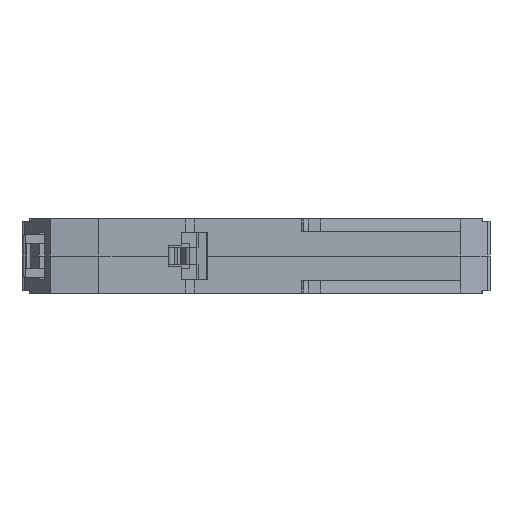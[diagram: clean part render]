
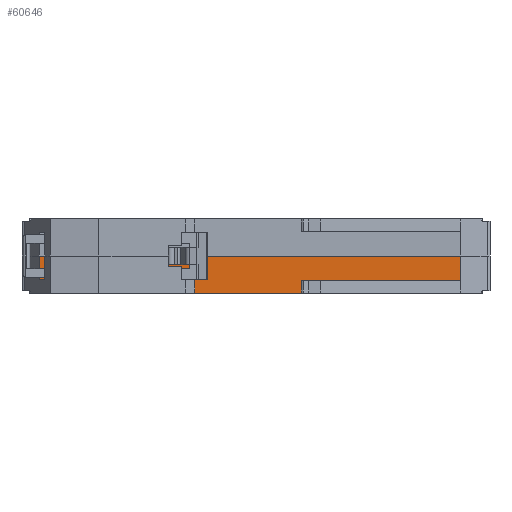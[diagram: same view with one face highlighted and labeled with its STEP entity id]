
A CAD part, front view. The second image highlights one B-rep face of the part: STEP entity #60646.
In plain terms, the highlighted planar face has unit normal (0, -1, 0).
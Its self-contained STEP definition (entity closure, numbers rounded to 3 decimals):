
#375=DIRECTION('',(-1.,0.,0.));
#376=VECTOR('',#375,122.);
#377=CARTESIAN_POINT('',(59.2,0.,0.));
#378=LINE('',#377,#376);
#910=DIRECTION('',(1.,0.,0.));
#911=VECTOR('',#910,30.8);
#912=CARTESIAN_POINT('',(-17.75,0.,-10.75));
#913=LINE('',#912,#911);
#931=DIRECTION('',(1.,0.,0.));
#932=VECTOR('',#931,2.5);
#933=CARTESIAN_POINT('',(15.25,0.,-10.75));
#934=LINE('',#933,#932);
#8635=DIRECTION('',(1.,0.,0.));
#8636=VECTOR('',#8635,1.783);
#8637=CARTESIAN_POINT('',(-62.8,0.,-6.9));
#8638=LINE('',#8637,#8636);
#8649=DIRECTION('',(0.,0.,1.));
#8650=VECTOR('',#8649,3.65);
#8651=CARTESIAN_POINT('',(15.25,0.,-10.75));
#8652=LINE('',#8651,#8650);
#8656=DIRECTION('',(0.,0.,-1.));
#8657=VECTOR('',#8656,3.65);
#8658=CARTESIAN_POINT('',(13.05,0.,-7.1));
#8659=LINE('',#8658,#8657);
#8663=DIRECTION('',(0.,0.,1.));
#8664=VECTOR('',#8663,3.85);
#8665=CARTESIAN_POINT('',(-17.75,0.,-10.75));
#8666=LINE('',#8665,#8664);
#8670=DIRECTION('',(-1.,0.,0.));
#8671=VECTOR('',#8670,14.8);
#8672=CARTESIAN_POINT('',(-18.95,0.,-8.5));
#8673=LINE('',#8672,#8671);
#8677=DIRECTION('',(0.,0.,1.));
#8678=VECTOR('',#8677,1.6);
#8679=CARTESIAN_POINT('',(-33.75,0.,-8.5));
#8680=LINE('',#8679,#8678);
#8684=DIRECTION('',(-0.844,0.,0.537));
#8685=VECTOR('',#8684,1.304);
#8686=CARTESIAN_POINT('',(-33.75,0.,-6.9));
#8687=LINE('',#8686,#8685);
#8691=DIRECTION('',(-0.496,0.,-0.868));
#8692=VECTOR('',#8691,0.806);
#8693=CARTESIAN_POINT('',(-34.85,0.,-6.2));
#8694=LINE('',#8693,#8692);
#8698=DIRECTION('',(-1.,0.,0.));
#8699=VECTOR('',#8698,25.767);
#8700=CARTESIAN_POINT('',(-35.25,0.,-8.5));
#8701=LINE('',#8700,#8699);
#8705=DIRECTION('',(0.,0.,1.));
#8706=VECTOR('',#8705,1.6);
#8707=CARTESIAN_POINT('',(-61.017,0.,-8.5));
#8708=LINE('',#8707,#8706);
#8712=DIRECTION('',(0.,0.,1.));
#8713=VECTOR('',#8712,6.9);
#8714=CARTESIAN_POINT('',(-62.8,0.,-6.9));
#8715=LINE('',#8714,#8713);
#8719=DIRECTION('',(0.,0.,-1.));
#8720=VECTOR('',#8719,1.4);
#8721=CARTESIAN_POINT('',(53.168,0.,-7.1));
#8722=LINE('',#8721,#8720);
#8726=DIRECTION('',(-1.,0.,0.));
#8727=VECTOR('',#8726,34.418);
#8728=CARTESIAN_POINT('',(53.168,0.,-8.5));
#8729=LINE('',#8728,#8727);
#8733=DIRECTION('',(0.,0.,1.));
#8734=VECTOR('',#8733,3.65);
#8735=CARTESIAN_POINT('',(17.75,0.,-10.75));
#8736=LINE('',#8735,#8734);
#8782=DIRECTION('',(0.,0.,1.));
#8783=VECTOR('',#8782,7.1);
#8784=CARTESIAN_POINT('',(59.2,0.,-7.1));
#8785=LINE('',#8784,#8783);
#20392=DIRECTION('',(1.,0.,0.));
#20393=VECTOR('',#20392,6.032);
#20394=CARTESIAN_POINT('',(53.168,0.,-7.1));
#20395=LINE('',#20394,#20393);
#20434=DIRECTION('',(1.,0.,0.));
#20435=VECTOR('',#20434,1.);
#20436=CARTESIAN_POINT('',(17.75,0.,-7.1));
#20437=LINE('',#20436,#20435);
#20455=DIRECTION('',(0.,0.,-1.));
#20456=VECTOR('',#20455,1.4);
#20457=CARTESIAN_POINT('',(18.75,0.,-7.1));
#20458=LINE('',#20457,#20456);
#20490=DIRECTION('',(1.,0.,0.));
#20491=VECTOR('',#20490,2.2);
#20492=CARTESIAN_POINT('',(13.05,0.,-7.1));
#20493=LINE('',#20492,#20491);
#20777=DIRECTION('',(0.,0.,1.));
#20778=VECTOR('',#20777,1.6);
#20779=CARTESIAN_POINT('',(-35.25,0.,-8.5));
#20780=LINE('',#20779,#20778);
#20910=DIRECTION('',(1.,0.,0.));
#20911=VECTOR('',#20910,1.2);
#20912=CARTESIAN_POINT('',(-18.95,0.,-6.9));
#20913=LINE('',#20912,#20911);
#20966=DIRECTION('',(0.,0.,1.));
#20967=VECTOR('',#20966,1.6);
#20968=CARTESIAN_POINT('',(-18.95,0.,-8.5));
#20969=LINE('',#20968,#20967);
#49486=CARTESIAN_POINT('',(59.2,0.,0.));
#49487=VERTEX_POINT('',#49486);
#49488=CARTESIAN_POINT('',(-62.8,0.,0.));
#49489=VERTEX_POINT('',#49488);
#53419=CARTESIAN_POINT('',(-17.75,0.,-10.75));
#53420=VERTEX_POINT('',#53419);
#53421=CARTESIAN_POINT('',(13.05,0.,-10.75));
#53422=VERTEX_POINT('',#53421);
#53425=CARTESIAN_POINT('',(15.25,0.,-10.75));
#53426=VERTEX_POINT('',#53425);
#53427=CARTESIAN_POINT('',(17.75,0.,-10.75));
#53428=VERTEX_POINT('',#53427);
#54087=CARTESIAN_POINT('',(-62.8,0.,-6.9));
#54088=VERTEX_POINT('',#54087);
#54097=CARTESIAN_POINT('',(-61.017,0.,-6.9));
#54098=VERTEX_POINT('',#54097);
#54099=CARTESIAN_POINT('',(-61.017,0.,-8.5));
#54100=VERTEX_POINT('',#54099);
#54103=CARTESIAN_POINT('',(17.75,0.,-7.1));
#54104=VERTEX_POINT('',#54103);
#54105=CARTESIAN_POINT('',(15.25,0.,-7.1));
#54106=VERTEX_POINT('',#54105);
#54107=CARTESIAN_POINT('',(13.05,0.,-7.1));
#54108=VERTEX_POINT('',#54107);
#54109=CARTESIAN_POINT('',(-17.75,0.,-6.9));
#54110=VERTEX_POINT('',#54109);
#54111=CARTESIAN_POINT('',(-18.95,0.,-6.9));
#54112=VERTEX_POINT('',#54111);
#54113=CARTESIAN_POINT('',(-18.95,0.,-8.5));
#54114=VERTEX_POINT('',#54113);
#54115=CARTESIAN_POINT('',(-33.75,0.,-8.5));
#54116=VERTEX_POINT('',#54115);
#54117=CARTESIAN_POINT('',(-33.75,0.,-6.9));
#54118=VERTEX_POINT('',#54117);
#54119=CARTESIAN_POINT('',(-34.85,0.,-6.2));
#54120=VERTEX_POINT('',#54119);
#54121=CARTESIAN_POINT('',(-35.25,0.,-6.9));
#54122=VERTEX_POINT('',#54121);
#54123=CARTESIAN_POINT('',(-35.25,0.,-8.5));
#54124=VERTEX_POINT('',#54123);
#54125=CARTESIAN_POINT('',(59.2,0.,-7.1));
#54126=VERTEX_POINT('',#54125);
#54127=CARTESIAN_POINT('',(53.168,0.,-7.1));
#54128=VERTEX_POINT('',#54127);
#54129=CARTESIAN_POINT('',(53.168,0.,-8.5));
#54130=VERTEX_POINT('',#54129);
#54131=CARTESIAN_POINT('',(18.75,0.,-8.5));
#54132=VERTEX_POINT('',#54131);
#54133=CARTESIAN_POINT('',(18.75,0.,-7.1));
#54134=VERTEX_POINT('',#54133);
#60595=CARTESIAN_POINT('',(-62.8,0.,0.));
#60596=DIRECTION('',(0.,-1.,0.));
#60597=DIRECTION('',(1.,0.,0.));
#60598=AXIS2_PLACEMENT_3D('',#60595,#60596,#60597);
#60599=PLANE('',#60598);
#60601=ORIENTED_EDGE('',*,*,#60600,.F.);
#60602=ORIENTED_EDGE('',*,*,#57125,.F.);
#60604=ORIENTED_EDGE('',*,*,#60603,.T.);
#60606=ORIENTED_EDGE('',*,*,#60605,.F.);
#60608=ORIENTED_EDGE('',*,*,#60607,.T.);
#60609=ORIENTED_EDGE('',*,*,#57119,.F.);
#60611=ORIENTED_EDGE('',*,*,#60610,.T.);
#60613=ORIENTED_EDGE('',*,*,#60612,.F.);
#60615=ORIENTED_EDGE('',*,*,#60614,.F.);
#60617=ORIENTED_EDGE('',*,*,#60616,.T.);
#60619=ORIENTED_EDGE('',*,*,#60618,.T.);
#60621=ORIENTED_EDGE('',*,*,#60620,.T.);
#60623=ORIENTED_EDGE('',*,*,#60622,.T.);
#60625=ORIENTED_EDGE('',*,*,#60624,.F.);
#60627=ORIENTED_EDGE('',*,*,#60626,.T.);
#60628=ORIENTED_EDGE('',*,*,#60579,.T.);
#60629=ORIENTED_EDGE('',*,*,#60559,.F.);
#60630=ORIENTED_EDGE('',*,*,#60489,.T.);
#60631=ORIENTED_EDGE('',*,*,#56758,.F.);
#60633=ORIENTED_EDGE('',*,*,#60632,.F.);
#60635=ORIENTED_EDGE('',*,*,#60634,.F.);
#60637=ORIENTED_EDGE('',*,*,#60636,.T.);
#60639=ORIENTED_EDGE('',*,*,#60638,.T.);
#60641=ORIENTED_EDGE('',*,*,#60640,.F.);
#60643=ORIENTED_EDGE('',*,*,#60642,.F.);
#60644=EDGE_LOOP('',(#60601,#60602,#60604,#60606,#60608,#60609,#60611,#60613,
#60615,#60617,#60619,#60621,#60623,#60625,#60627,#60628,#60629,#60630,#60631,
#60633,#60635,#60637,#60639,#60641,#60643));
#60645=FACE_OUTER_BOUND('',#60644,.F.);
#56758=EDGE_CURVE('',#49487,#49489,#378,.T.);
#57119=EDGE_CURVE('',#53420,#53422,#913,.T.);
#57125=EDGE_CURVE('',#53426,#53428,#934,.T.);
#60489=EDGE_CURVE('',#54088,#49489,#8715,.T.);
#60559=EDGE_CURVE('',#54088,#54098,#8638,.T.);
#60579=EDGE_CURVE('',#54100,#54098,#8708,.T.);
#60600=EDGE_CURVE('',#53428,#54104,#8736,.T.);
#60603=EDGE_CURVE('',#53426,#54106,#8652,.T.);
#60605=EDGE_CURVE('',#54108,#54106,#20493,.T.);
#60607=EDGE_CURVE('',#54108,#53422,#8659,.T.);
#60610=EDGE_CURVE('',#53420,#54110,#8666,.T.);
#60612=EDGE_CURVE('',#54112,#54110,#20913,.T.);
#60614=EDGE_CURVE('',#54114,#54112,#20969,.T.);
#60616=EDGE_CURVE('',#54114,#54116,#8673,.T.);
#60618=EDGE_CURVE('',#54116,#54118,#8680,.T.);
#60620=EDGE_CURVE('',#54118,#54120,#8687,.T.);
#60622=EDGE_CURVE('',#54120,#54122,#8694,.T.);
#60624=EDGE_CURVE('',#54124,#54122,#20780,.T.);
#60626=EDGE_CURVE('',#54124,#54100,#8701,.T.);
#60632=EDGE_CURVE('',#54126,#49487,#8785,.T.);
#60634=EDGE_CURVE('',#54128,#54126,#20395,.T.);
#60636=EDGE_CURVE('',#54128,#54130,#8722,.T.);
#60638=EDGE_CURVE('',#54130,#54132,#8729,.T.);
#60640=EDGE_CURVE('',#54134,#54132,#20458,.T.);
#60642=EDGE_CURVE('',#54104,#54134,#20437,.T.);
#60646=ADVANCED_FACE('',(#60645),#60599,.T.);
